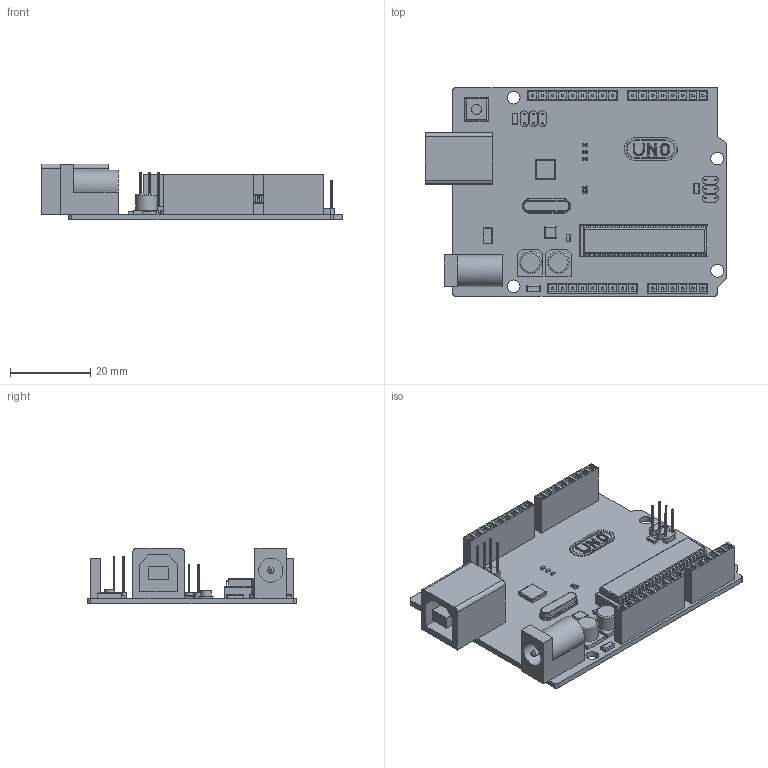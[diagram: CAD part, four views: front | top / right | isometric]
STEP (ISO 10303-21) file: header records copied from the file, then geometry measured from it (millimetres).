
FILE_DESCRIPTION(('STEP AP242'), '1');
FILE_NAME('ARDUINO UNO R3 Step', '', ('UNSPECIFIED'), ('UNSPECIFIED'), 'C3D Converter', 'C3D Toolkit', '');
FILE_SCHEMA(('AP242_MANAGED_MODEL_BASED_3D_ENGINEERING_MIM_LF { 1 0 10303 442 1 1 4 }'));
Length unit declared in the file: millimetre
Products named in the file (1): ARDUINO UNO R3 Step
Bounding box: 75.3 x 52.08 x 13.9 mm (x, y, z)
Volume: 10674.4 mm3; surface area: 15432.3 mm2
Topology: 1 solids, 1 shells, 1093 faces, 2847 edges, 1870 vertices
Faces by surface type: plane 767, cylinder 310, torus 16
Full cylindrical faces by diameter (mm): 0.68 x32, 1.596 x1, 2.486 x1, 3.2 x4, 5.414 x2, 6 x1
Entity records: 33214 total; most frequent: CARTESIAN_POINT 5971, ORIENTED_EDGE 5606, DIRECTION 5444, EDGE_CURVE 2803, LINE 2214, VECTOR 2214, VERTEX_POINT 1870, AXIS2_PLACEMENT_3D 1615
